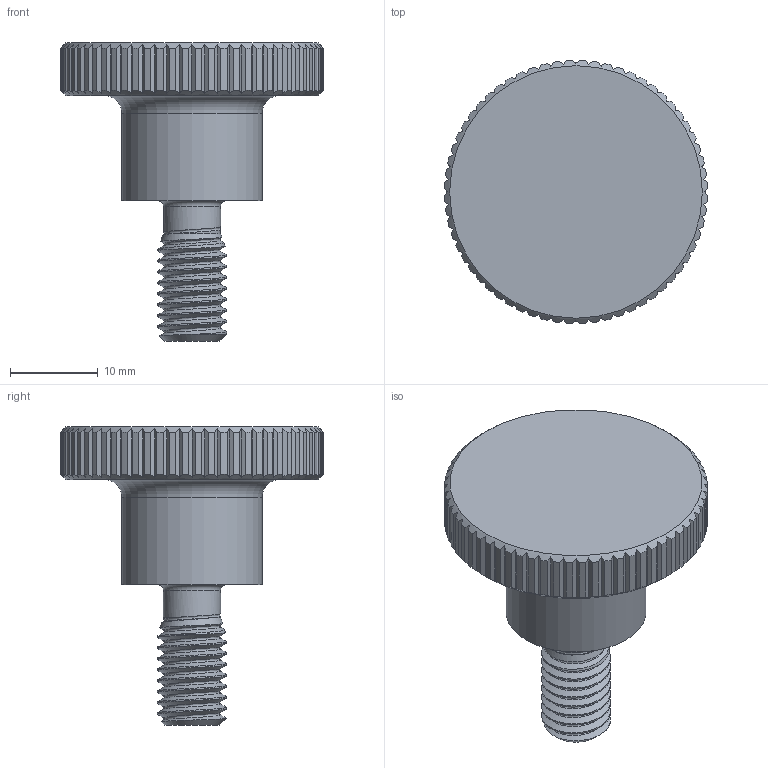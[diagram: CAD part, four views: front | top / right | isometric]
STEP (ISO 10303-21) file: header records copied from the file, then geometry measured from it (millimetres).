
FILE_DESCRIPTION(('FreeCAD Model'),'2;1');
FILE_NAME('Open CASCADE Shape Model','2025-06-25T08:46:36',('BT'),(''), 'Open CASCADE STEP processor 7.8','FreeCAD','Unknown');
FILE_SCHEMA(('AUTOMOTIVE_DESIGN { 1 0 10303 214 1 1 1 1 }'));
Length unit declared in the file: millimetre
Products named in the file (1): M8x16-Screw
Bounding box: 29.99 x 29.99 x 34 mm (x, y, z)
Volume: 7225.4 mm3; surface area: 3078.8 mm2
Topology: 1 solids, 1 shells, 248 faces, 692 edges, 447 vertices
Faces by surface type: plane 134, cylinder 76, bspline 30, cone 6, torus 2
Full cylindrical faces by diameter (mm): 6.517 x1, 7.87 x7, 16 x1
Entity records: 11338 total; most frequent: CARTESIAN_POINT 4862, DIRECTION 1445, ORIENTED_EDGE 1382, EDGE_CURVE 691, AXIS2_PLACEMENT_3D 617, VERTEX_POINT 447, HYPERBOLA 256, FACE_BOUND 250
